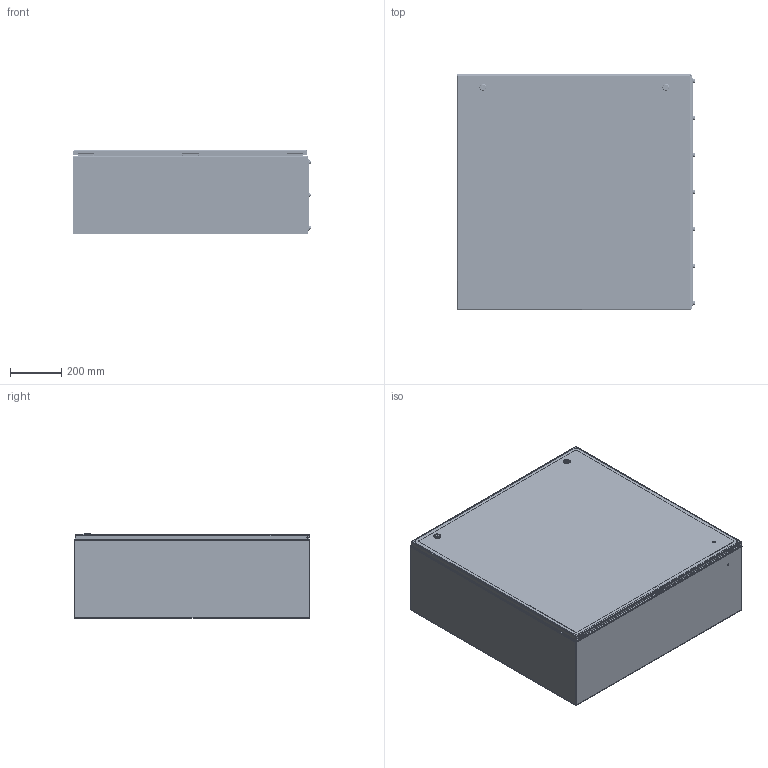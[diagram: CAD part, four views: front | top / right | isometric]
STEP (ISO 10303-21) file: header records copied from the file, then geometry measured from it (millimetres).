
FILE_DESCRIPTION(/* description */ ('N412,SD,36X36X12,ULTIMATE, GLAND PLATE'),/* implementation_level */ '2;1');
FILE_NAME(/* name */ 'N412363612CGP.stp',/* time_stamp */ '2020-01-28T16:29:33-06:00',/* author */ ('GJ'),/* organization */ (''),/* preprocessor_version */ 'ST-DEVELOPER v18',/* originating_system */ 'Autodesk Inventor 2020',/* authorisation */ '');
FILE_SCHEMA (('AUTOMOTIVE_DESIGN { 1 0 10303 214 3 1 1 }'));
Products named in the file (31): N412363612CGP; N4123636CGPLID; 38846; 35124; 1000-u155_asm; 1000-14; 1000-24; 1000-u142_asm; 1000-318; 1000-03; 1000-277-01; N412C3636FIP; N412363612CGPBTB; N4123612CGPLS; N4123612CGPRS; GP3612; GP3612GP; GP3612GSK; 3889; 30221; 3907; ANSI B18.6.3 - 1/4 - 28; 3905; HFW328209; HFW328207_21068-BOX LEAF_316SS; HFW328207_21068-PIN_316SS; HFW328207_21068-POM CLIP; HFW328207_17723-UTI BRACKET; HFW328207_17380_316 SS; HFW328207_17910; HFW328210
Assembly tree (104 placements, depth 4):
  N412363612CGP
    N4123636CGPLID
    38846  x2
    35124  x2
      1000-u155_asm
      1000-14
      1000-24
      1000-u142_asm
        1000-318
        1000-03
        1000-277-01
    N412C3636FIP
    N412363612CGPBTB
    N4123612CGPLS
    N4123612CGPRS
    GP3612
      GP3612GP
      GP3612GSK
    3889  x8
    30221  x16
    3907  x16
    ANSI B18.6.3 - 1/4 - 28  x16
    3905  x16
    HFW328209  x3
      HFW328207_21068-BOX LEAF_316SS
      HFW328207_21068-PIN_316SS
      HFW328207_21068-POM CLIP
      HFW328207_17723-UTI BRACKET
      HFW328207_17380_316 SS
      HFW328207_17910
    HFW328210  x2
Bounding box: 927.6 x 914.4 x 328.65 mm (x, y, z)
Volume: 6405123.9 mm3; surface area: 6415796.1 mm2
Topology: 123 solids, 127 shells, 3617 faces, 9125 edges, 5808 vertices
Faces by surface type: plane 1372, cylinder 1153, cone 646, bspline 353, torus 85, sphere 8
Full cylindrical faces by diameter (mm): 3.317 x102, 3.454 x6, 3.5 x6, 3.962 x3, 4.039 x6, 4.064 x18, 4.166 x102, 4.25 x6, 4.572 x9, 4.724 x24, 4.775 x8, 5 x2, 5.359 x16, 5.969 x16, 6 x2, 6.35 x30, 6.502 x6, 6.985 x16, 7.137 x48, 7.366 x16, 8.128 x6, 8.382 x16, 8.56 x2, 9.144 x6, 9.9 x2, 10 x4, 10.2 x2, 11.05 x2, 11.125 x20, 12.8 x2
Entity records: 48907 total; most frequent: CARTESIAN_POINT 17420, ORIENTED_EDGE 6130, DIRECTION 6114, EDGE_CURVE 3067, AXIS2_PLACEMENT_3D 2296, VERTEX_POINT 1955, LINE 1522, VECTOR 1522
